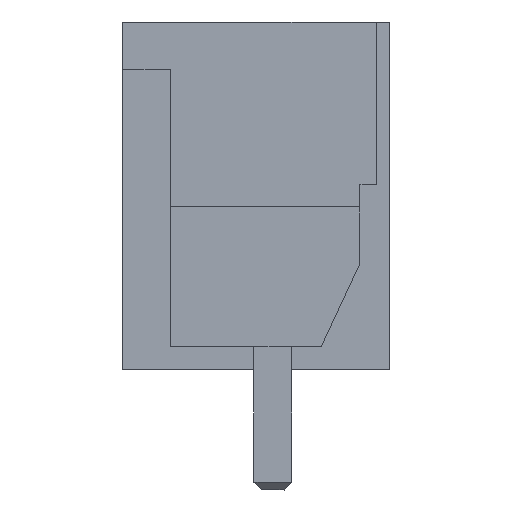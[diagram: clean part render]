
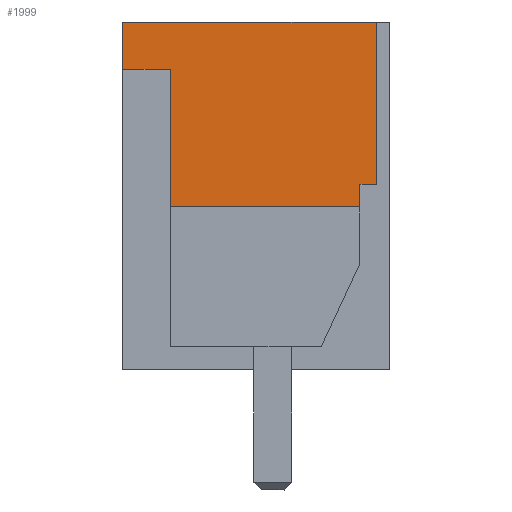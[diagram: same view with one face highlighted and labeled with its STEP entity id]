
A CAD part, left-side view. The second image highlights one B-rep face of the part: STEP entity #1999.
In plain terms, the highlighted planar face has unit normal (-1, 0, 0).
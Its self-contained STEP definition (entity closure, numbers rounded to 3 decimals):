
#1947=AXIS2_PLACEMENT_3D('Plane Axis2P3D',#1944,#1945,#1946) ;
#971=CARTESIAN_POINT('Vertex',(0.,7.07,12.4)) ;
#974=CARTESIAN_POINT('Line Origine',(0.,3.71,12.4)) ;
#978=CARTESIAN_POINT('Vertex',(0.,0.35,12.4)) ;
#1886=CARTESIAN_POINT('Vertex',(0.,7.07,11.15)) ;
#1889=CARTESIAN_POINT('Line Origine',(0.,7.07,11.775)) ;
#1944=CARTESIAN_POINT('Axis2P3D Location',(0.,0.,0.)) ;
#1949=CARTESIAN_POINT('Line Origine',(0.,0.78,7.8)) ;
#1953=CARTESIAN_POINT('Vertex',(0.,0.78,7.5)) ;
#1955=CARTESIAN_POINT('Vertex',(0.,0.78,8.1)) ;
#1958=CARTESIAN_POINT('Line Origine',(0.,0.565,8.1)) ;
#1962=CARTESIAN_POINT('Vertex',(0.,0.35,8.1)) ;
#1965=CARTESIAN_POINT('Line Origine',(0.,0.35,10.25)) ;
#1970=CARTESIAN_POINT('Line Origine',(0.,6.435,11.15)) ;
#1974=CARTESIAN_POINT('Vertex',(0.,5.8,11.15)) ;
#1977=CARTESIAN_POINT('Line Origine',(0.,5.8,9.325)) ;
#1981=CARTESIAN_POINT('Vertex',(0.,5.8,7.5)) ;
#1984=CARTESIAN_POINT('Line Origine',(0.,3.29,7.5)) ;
#975=DIRECTION('Vector Direction',(0.,-1.,0.)) ;
#1890=DIRECTION('Vector Direction',(0.,0.,1.)) ;
#1945=DIRECTION('Axis2P3D Direction',(-1.,0.,0.)) ;
#1946=DIRECTION('Axis2P3D XDirection',(0.,0.,1.)) ;
#1950=DIRECTION('Vector Direction',(0.,0.,-1.)) ;
#1959=DIRECTION('Vector Direction',(0.,1.,0.)) ;
#1966=DIRECTION('Vector Direction',(0.,0.,-1.)) ;
#1971=DIRECTION('Vector Direction',(0.,1.,0.)) ;
#1978=DIRECTION('Vector Direction',(0.,0.,1.)) ;
#1985=DIRECTION('Vector Direction',(0.,-1.,0.)) ;
#976=VECTOR('Line Direction',#975,1.) ;
#1891=VECTOR('Line Direction',#1890,1.) ;
#1951=VECTOR('Line Direction',#1950,1.) ;
#1960=VECTOR('Line Direction',#1959,1.) ;
#1967=VECTOR('Line Direction',#1966,1.) ;
#1972=VECTOR('Line Direction',#1971,1.) ;
#1979=VECTOR('Line Direction',#1978,1.) ;
#1986=VECTOR('Line Direction',#1985,1.) ;
#1990=ORIENTED_EDGE('',*,*,#1957,.T.) ;
#1991=ORIENTED_EDGE('',*,*,#1964,.T.) ;
#1992=ORIENTED_EDGE('',*,*,#1969,.T.) ;
#1993=ORIENTED_EDGE('',*,*,#980,.T.) ;
#1994=ORIENTED_EDGE('',*,*,#1893,.T.) ;
#1995=ORIENTED_EDGE('',*,*,#1976,.T.) ;
#1996=ORIENTED_EDGE('',*,*,#1983,.T.) ;
#1997=ORIENTED_EDGE('',*,*,#1988,.T.) ;
#1999=ADVANCED_FACE('HOUSING',(#1998),#1948,.T.) ;
#980=EDGE_CURVE('',#979,#972,#977,.F.) ;
#1893=EDGE_CURVE('',#972,#1887,#1892,.F.) ;
#1957=EDGE_CURVE('',#1954,#1956,#1952,.F.) ;
#1964=EDGE_CURVE('',#1956,#1963,#1961,.F.) ;
#1969=EDGE_CURVE('',#1963,#979,#1968,.F.) ;
#1976=EDGE_CURVE('',#1887,#1975,#1973,.F.) ;
#1983=EDGE_CURVE('',#1975,#1982,#1980,.F.) ;
#1988=EDGE_CURVE('',#1982,#1954,#1987,.T.) ;
#1989=EDGE_LOOP('',(#1990,#1991,#1992,#1993,#1994,#1995,#1996,#1997)) ;
#1998=FACE_OUTER_BOUND('',#1989,.T.) ;
#977=LINE('Line',#974,#976) ;
#1892=LINE('Line',#1889,#1891) ;
#1952=LINE('Line',#1949,#1951) ;
#1961=LINE('Line',#1958,#1960) ;
#1968=LINE('Line',#1965,#1967) ;
#1973=LINE('Line',#1970,#1972) ;
#1980=LINE('Line',#1977,#1979) ;
#1987=LINE('Line',#1984,#1986) ;
#1948=PLANE('',#1947) ;
#972=VERTEX_POINT('',#971) ;
#979=VERTEX_POINT('',#978) ;
#1887=VERTEX_POINT('',#1886) ;
#1954=VERTEX_POINT('',#1953) ;
#1956=VERTEX_POINT('',#1955) ;
#1963=VERTEX_POINT('',#1962) ;
#1975=VERTEX_POINT('',#1974) ;
#1982=VERTEX_POINT('',#1981) ;
